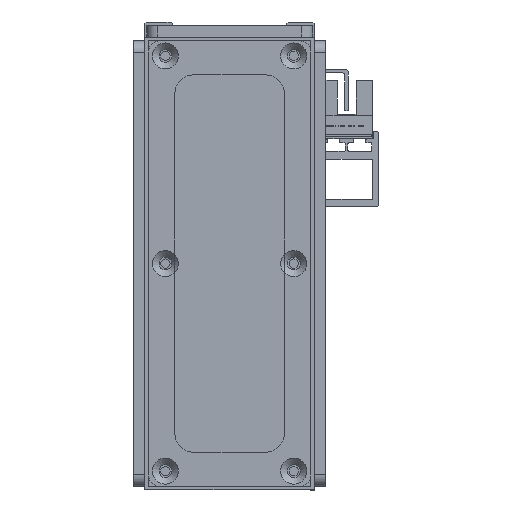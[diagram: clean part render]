
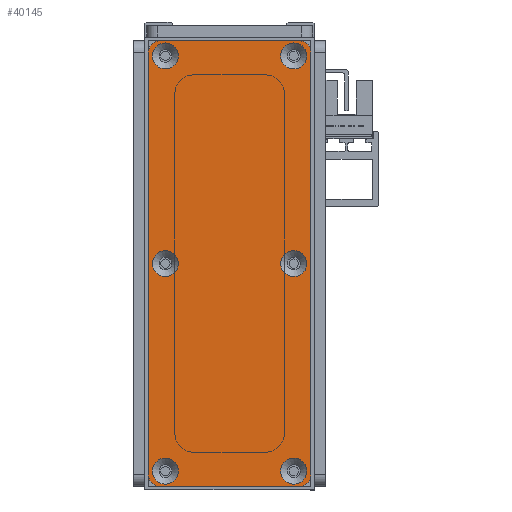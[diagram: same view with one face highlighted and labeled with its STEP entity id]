
A CAD part, front view. The second image highlights one B-rep face of the part: STEP entity #40145.
In plain terms, the highlighted face is planar.
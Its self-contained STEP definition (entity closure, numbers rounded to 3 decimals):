
#578=FACE_BOUND('',#6267,.T.);
#579=FACE_BOUND('',#6268,.T.);
#580=FACE_BOUND('',#6269,.T.);
#581=FACE_BOUND('',#6270,.T.);
#582=FACE_BOUND('',#6271,.T.);
#583=FACE_BOUND('',#6272,.T.);
#1398=PLANE('',#43390);
#3868=FACE_OUTER_BOUND('',#6266,.T.);
#6266=EDGE_LOOP('',(#32342,#32343,#32344,#32345,#32346,#32347,#32348,#32349));
#6267=EDGE_LOOP('',(#32350));
#6268=EDGE_LOOP('',(#32351));
#6269=EDGE_LOOP('',(#32352));
#6270=EDGE_LOOP('',(#32353));
#6271=EDGE_LOOP('',(#32354));
#6272=EDGE_LOOP('',(#32355));
#9115=LINE('',#62251,#13756);
#9119=LINE('',#62263,#13760);
#9123=LINE('',#62275,#13764);
#9127=LINE('',#62285,#13768);
#13756=VECTOR('',#49764,10.);
#13760=VECTOR('',#49776,10.);
#13764=VECTOR('',#49788,10.);
#13768=VECTOR('',#49800,10.);
#17664=CIRCLE('',#43344,3.45);
#17667=CIRCLE('',#43349,3.45);
#17670=CIRCLE('',#43354,3.45);
#17673=CIRCLE('',#43359,3.45);
#17676=CIRCLE('',#43364,3.45);
#17679=CIRCLE('',#43369,3.45);
#17683=CIRCLE('',#43375,3.);
#17685=CIRCLE('',#43379,3.);
#17687=CIRCLE('',#43383,3.);
#17689=CIRCLE('',#43387,3.);
#19489=VERTEX_POINT('',#62179);
#19492=VERTEX_POINT('',#62189);
#19495=VERTEX_POINT('',#62199);
#19498=VERTEX_POINT('',#62209);
#19501=VERTEX_POINT('',#62219);
#19504=VERTEX_POINT('',#62229);
#19509=VERTEX_POINT('',#62242);
#19510=VERTEX_POINT('',#62244);
#19512=VERTEX_POINT('',#62250);
#19514=VERTEX_POINT('',#62256);
#19516=VERTEX_POINT('',#62262);
#19518=VERTEX_POINT('',#62268);
#19520=VERTEX_POINT('',#62274);
#19522=VERTEX_POINT('',#62280);
#24117=EDGE_CURVE('',#19489,#19489,#17664,.T.);
#24122=EDGE_CURVE('',#19492,#19492,#17667,.T.);
#24127=EDGE_CURVE('',#19495,#19495,#17670,.T.);
#24132=EDGE_CURVE('',#19498,#19498,#17673,.T.);
#24137=EDGE_CURVE('',#19501,#19501,#17676,.T.);
#24142=EDGE_CURVE('',#19504,#19504,#17679,.T.);
#24149=EDGE_CURVE('',#19510,#19509,#17683,.T.);
#24152=EDGE_CURVE('',#19512,#19510,#9115,.T.);
#24155=EDGE_CURVE('',#19514,#19512,#17685,.T.);
#24158=EDGE_CURVE('',#19516,#19514,#9119,.T.);
#24161=EDGE_CURVE('',#19518,#19516,#17687,.T.);
#24164=EDGE_CURVE('',#19520,#19518,#9123,.T.);
#24167=EDGE_CURVE('',#19522,#19520,#17689,.T.);
#24170=EDGE_CURVE('',#19509,#19522,#9127,.T.);
#32342=ORIENTED_EDGE('',*,*,#24170,.T.);
#32343=ORIENTED_EDGE('',*,*,#24167,.T.);
#32344=ORIENTED_EDGE('',*,*,#24164,.T.);
#32345=ORIENTED_EDGE('',*,*,#24161,.T.);
#32346=ORIENTED_EDGE('',*,*,#24158,.T.);
#32347=ORIENTED_EDGE('',*,*,#24155,.T.);
#32348=ORIENTED_EDGE('',*,*,#24152,.T.);
#32349=ORIENTED_EDGE('',*,*,#24149,.T.);
#32350=ORIENTED_EDGE('',*,*,#24117,.T.);
#32351=ORIENTED_EDGE('',*,*,#24122,.T.);
#32352=ORIENTED_EDGE('',*,*,#24127,.T.);
#32353=ORIENTED_EDGE('',*,*,#24132,.T.);
#32354=ORIENTED_EDGE('',*,*,#24137,.T.);
#32355=ORIENTED_EDGE('',*,*,#24142,.T.);
#40145=ADVANCED_FACE('',(#3868,#578,#579,#580,#581,#582,#583),#1398,.T.);
#43344=AXIS2_PLACEMENT_3D('',#62180,#49683,#49684);
#43349=AXIS2_PLACEMENT_3D('',#62190,#49695,#49696);
#43354=AXIS2_PLACEMENT_3D('',#62200,#49707,#49708);
#43359=AXIS2_PLACEMENT_3D('',#62210,#49719,#49720);
#43364=AXIS2_PLACEMENT_3D('',#62220,#49731,#49732);
#43369=AXIS2_PLACEMENT_3D('',#62230,#49743,#49744);
#43375=AXIS2_PLACEMENT_3D('',#62245,#49758,#49759);
#43379=AXIS2_PLACEMENT_3D('',#62257,#49770,#49771);
#43383=AXIS2_PLACEMENT_3D('',#62269,#49782,#49783);
#43387=AXIS2_PLACEMENT_3D('',#62281,#49794,#49795);
#43390=AXIS2_PLACEMENT_3D('',#62287,#49803,#49804);
#49683=DIRECTION('center_axis',(0.,0.,-1.));
#49684=DIRECTION('ref_axis',(1.,0.,0.));
#49695=DIRECTION('center_axis',(0.,0.,-1.));
#49696=DIRECTION('ref_axis',(1.,0.,0.));
#49707=DIRECTION('center_axis',(0.,0.,-1.));
#49708=DIRECTION('ref_axis',(1.,0.,0.));
#49719=DIRECTION('center_axis',(0.,0.,-1.));
#49720=DIRECTION('ref_axis',(1.,0.,0.));
#49731=DIRECTION('center_axis',(0.,0.,-1.));
#49732=DIRECTION('ref_axis',(1.,0.,0.));
#49743=DIRECTION('center_axis',(0.,0.,-1.));
#49744=DIRECTION('ref_axis',(1.,0.,0.));
#49758=DIRECTION('center_axis',(0.,0.,1.));
#49759=DIRECTION('ref_axis',(-1.,0.,0.));
#49764=DIRECTION('',(0.,1.,0.));
#49770=DIRECTION('center_axis',(0.,0.,1.));
#49771=DIRECTION('ref_axis',(0.,1.,0.));
#49776=DIRECTION('',(1.,0.,0.));
#49782=DIRECTION('center_axis',(0.,0.,1.));
#49783=DIRECTION('ref_axis',(1.,0.,0.));
#49788=DIRECTION('',(0.,-1.,0.));
#49794=DIRECTION('center_axis',(0.,0.,1.));
#49795=DIRECTION('ref_axis',(0.,-1.,0.));
#49800=DIRECTION('',(-1.,0.,0.));
#49803=DIRECTION('center_axis',(0.,0.,1.));
#49804=DIRECTION('ref_axis',(1.,0.,0.));
#62179=CARTESIAN_POINT('',(110.55,4.5,3.));
#62180=CARTESIAN_POINT('Origin',(114.,4.5,3.));
#62189=CARTESIAN_POINT('',(55.55,38.5,3.));
#62190=CARTESIAN_POINT('Origin',(59.,38.5,3.));
#62199=CARTESIAN_POINT('',(55.55,4.5,3.));
#62200=CARTESIAN_POINT('Origin',(59.,4.5,3.));
#62209=CARTESIAN_POINT('',(0.55,38.5,3.));
#62210=CARTESIAN_POINT('Origin',(4.,38.5,3.));
#62219=CARTESIAN_POINT('',(110.55,38.5,3.));
#62220=CARTESIAN_POINT('Origin',(114.,38.5,3.));
#62229=CARTESIAN_POINT('',(0.55,4.5,3.));
#62230=CARTESIAN_POINT('Origin',(4.,4.5,3.));
#62242=CARTESIAN_POINT('',(115.,43.,3.));
#62244=CARTESIAN_POINT('',(118.,40.,3.));
#62245=CARTESIAN_POINT('Origin',(115.,40.,3.));
#62250=CARTESIAN_POINT('',(118.,3.,3.));
#62251=CARTESIAN_POINT('',(118.,40.,3.));
#62256=CARTESIAN_POINT('',(115.,0.,3.));
#62257=CARTESIAN_POINT('Origin',(115.,3.,3.));
#62262=CARTESIAN_POINT('',(3.,0.,3.));
#62263=CARTESIAN_POINT('',(115.,0.,3.));
#62268=CARTESIAN_POINT('',(0.,3.,3.));
#62269=CARTESIAN_POINT('Origin',(3.,3.,3.));
#62274=CARTESIAN_POINT('',(0.,40.,3.));
#62275=CARTESIAN_POINT('',(0.,3.,3.));
#62280=CARTESIAN_POINT('',(3.,43.,3.));
#62281=CARTESIAN_POINT('Origin',(3.,40.,3.));
#62285=CARTESIAN_POINT('',(3.,43.,3.));
#62287=CARTESIAN_POINT('Origin',(59.,21.5,3.));
